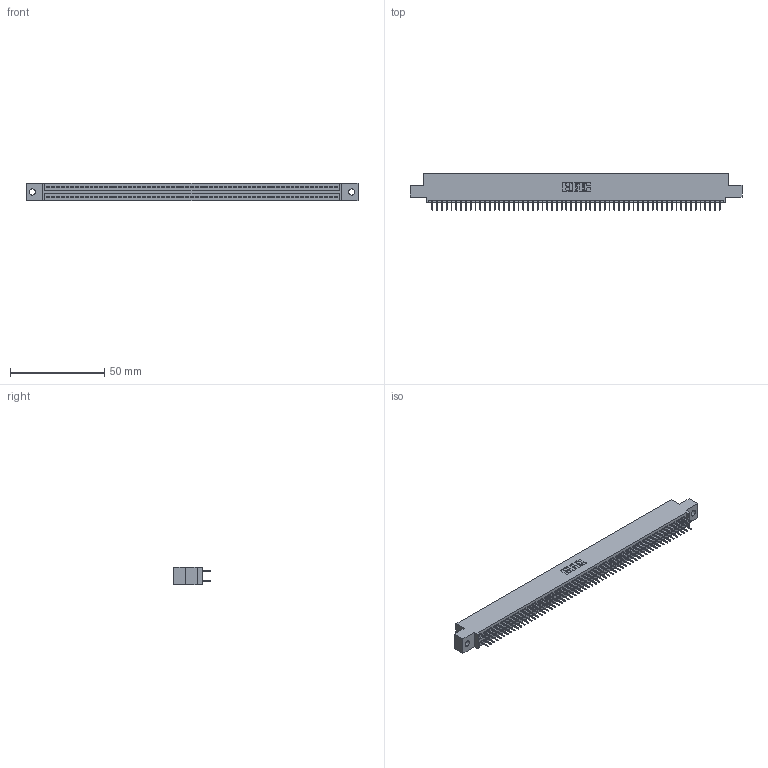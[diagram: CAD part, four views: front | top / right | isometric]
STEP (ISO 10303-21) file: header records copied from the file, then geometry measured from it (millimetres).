
FILE_DESCRIPTION (( 'STEP AP203' ), '1' );
FILE_NAME ('395-122-524-502.STEP', '2018-12-03T17:37:13', ( '' ), ( '' ), 'SwSTEP 2.0', 'SolidWorks 2016', '' );
FILE_SCHEMA (( 'CONFIG_CONTROL_DESIGN' ));
Length unit declared in the file: inch
Products named in the file (3): 395-122-524-502; 345 Part_0.110 Offset - 0.128 Dia; 345-292-001_345-293-124
Assembly tree (123 placements, depth 2):
  395-122-524-502
    345 Part_0.110 Offset - 0.128 Dia
    345-292-001_345-293-124  x122
Bounding box: 176.15 x 19.35 x 9.4 mm (x, y, z)
Volume: 16993 mm3; surface area: 24819.2 mm2
Topology: 123 solids, 123 shells, 6718 faces, 19019 edges, 12190 vertices
Faces by surface type: plane 4842, cylinder 1876
Entity records: 45513 total; most frequent: CARTESIAN_POINT 7612, ORIENTED_EDGE 7546, DIRECTION 6689, EDGE_CURVE 3773, VECTOR 3401, LINE 3401, VERTEX_POINT 2510, AXIS2_PLACEMENT_3D 1644
